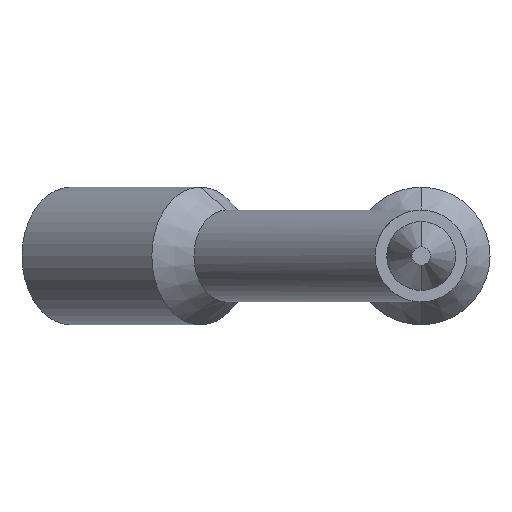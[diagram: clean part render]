
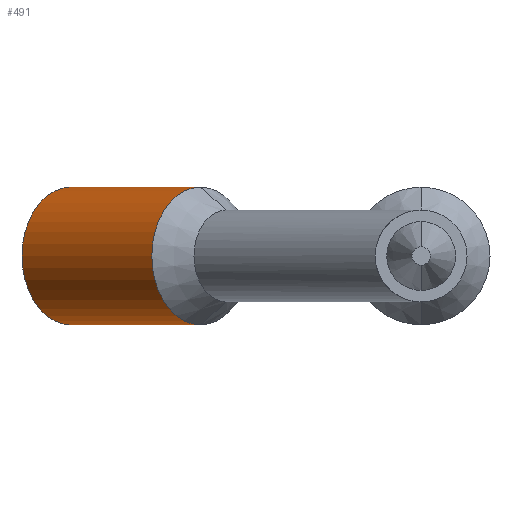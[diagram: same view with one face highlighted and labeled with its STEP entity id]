
A CAD part, front view. The second image highlights one B-rep face of the part: STEP entity #491.
In plain terms, the highlighted cylindrical face has radius 15 mm (diameter 30 mm), a partial arc.
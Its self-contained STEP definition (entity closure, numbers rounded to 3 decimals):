
#409=CARTESIAN_POINT('POINT22',(-48.083,
   91.083,15.));
#410=VERTEX_POINT('VERTEX22',#409);
#417=CARTESIAN_POINT('POINT23',(-48.083,
   91.083,-15.));
#418=VERTEX_POINT('VERTEX23',#417);
#419=CARTESIAN_POINT('POS33',(-48.083,
   91.083,0.));
#420=DIRECTION('DIR52',(-0.707,0.707,
   0.));
#421=DIRECTION('DIR53',(0.,0.,1.));
#422=AXIS2_PLACEMENT_3D('AXIS20',#419,#420,#421);
#423=CIRCLE('ELLIPSE11',#422,15.);
#424=EDGE_CURVE('EDGE35',#410,#418,#423,.F.);
#441=CARTESIAN_POINT('POINT24',(-76.368,
   119.368,15.));
#442=VERTEX_POINT('VERTEX24',#441);
#443=CARTESIAN_POINT('POINT25',(-76.368,
   119.368,-15.));
#444=VERTEX_POINT('VERTEX25',#443);
#445=CARTESIAN_POINT('POS36',(-76.368,
   119.368,0.));
#446=DIRECTION('DIR57',(-0.707,0.707,
   0.));
#447=DIRECTION('DIR58',(0.,0.,1.));
#448=AXIS2_PLACEMENT_3D('AXIS22',#445,#446,#447);
#449=CIRCLE('ELLIPSE12',#448,15.);
#452=EDGE_CURVE('EDGE38',#444,#442,#449,.T.);
#470=CARTESIAN_POINT('POS38',(-62.226,
   105.226,15.));
#471=DIRECTION('DIR61',(-0.707,0.707,
   0.));
#472=VECTOR('VEC15',#471,1.);
#473=LINE('STRAIGHT15',#470,#472);
#474=EDGE_CURVE('EDGE40',#410,#442,#473,.T.);
#475=ORIENTED_EDGE('COEDGE75',*,*,#474,.T.);
#476=ORIENTED_EDGE('COEDGE76',*,*,#452,.F.);
#477=CARTESIAN_POINT('POS39',(-62.226,
   105.226,-15.));
#478=DIRECTION('DIR62',(0.707,-0.707,
   0.));
#479=VECTOR('VEC16',#478,1.);
#480=LINE('STRAIGHT16',#477,#479);
#481=EDGE_CURVE('EDGE41',#444,#418,#480,.T.);
#482=ORIENTED_EDGE('COEDGE77',*,*,#481,.T.);
#483=ORIENTED_EDGE('COEDGE78',*,*,#424,.F.);
#484=EDGE_LOOP('NONE',(#475,#476,#482,#483));
#485=FACE_BOUND('LOOP1',#484,.T.);
#486=CARTESIAN_POINT('POS40',(-62.226,
   105.226,0.));
#487=DIRECTION('DIR63',(-0.707,0.707,
   0.));
#488=DIRECTION('DIR64',(0.,0.,1.));
#489=AXIS2_PLACEMENT_3D('AXIS24',#486,#487,#488);
#490=CYLINDRICAL_SURFACE('CONE_SURF8',#489,15.);
#491=ADVANCED_FACE('FACE18',(#485),#490,.T.);
